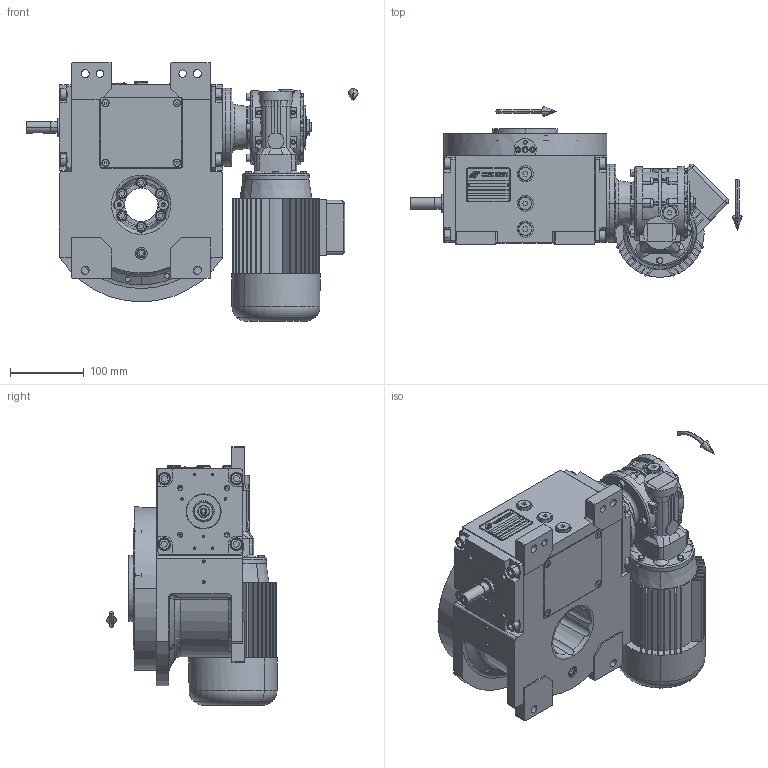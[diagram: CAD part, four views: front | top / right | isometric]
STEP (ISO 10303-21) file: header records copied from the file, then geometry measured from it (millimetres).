
FILE_DESCRIPTION (( 'STEP AP203' ), '1' );
FILE_NAME ('PC5200561.step', '2024-08-26T06:45:50', ( '' ), ( '' ), 'SwSTEP 2.0', 'SolidWorks 2020', '' );
FILE_SCHEMA (( 'CONFIG_CONTROL_DESIGN' ));
Length unit declared in the file: millimetre
Products named in the file (82): cfn2151_01_090; cfn2155_01_056; cfn2000_01_103; cfn2205_01_013; rig06_003_8; olio_agip_blasia_150; cfn2003_01_054; AS_900_38_30_003; cfn2070_05_005; cfn2107_01_001; AS_rig06_016; AS_rig06_004; cfn2000_01_124; 900_38_30_003; cfn2151_01_290; AS_cfn2476_01_002_60x46; cfn2077_01_018; cfn2128_04_004; cfn2151_01_109; cfn2128_19_002; cfn2115_02_182; RIG06_021_AF0.stp; cfn2000_01_161; TN63A4B14; CFN2356_03_047.stp; AS_rig06_004_s_001; rig06_007_master; rig06_002_bl_003; rig06_001_a; cfn2115_02_165; CFN2000_01_185.stp; 9004_2512; CFN2223_01-570X6-B.stp; RIG06_005_ASM.stp; cfn2158_01_011; cfn2276_01_074; CFN2104_02_017.stp; cfn2104_01_016; AS_rig06_071_8_m; freccia_angolare ...
Assembly tree (74 placements, depth 5):
  cfn2151_01_090
  cfn2205_01_013
  olio_agip_blasia_150
  cfn2151_01_290
  cfn2077_01_018
Bounding box: 451 x 231.5 x 351.5 mm (x, y, z)
Volume: 4859012.9 mm3; surface area: 1080951.2 mm2
Topology: 65 solids, 65 shells, 3562 faces, 9049 edges, 5796 vertices
Faces by surface type: plane 1733, cylinder 1194, cone 457, torus 145, bspline 23, sphere 10
Entity records: 124198 total; most frequent: CARTESIAN_POINT 31448, DIRECTION 17887, ORIENTED_EDGE 17338, EDGE_CURVE 8669, AXIS2_PLACEMENT_3D 6467, VERTEX_POINT 5615, LINE 4953, VECTOR 4953
